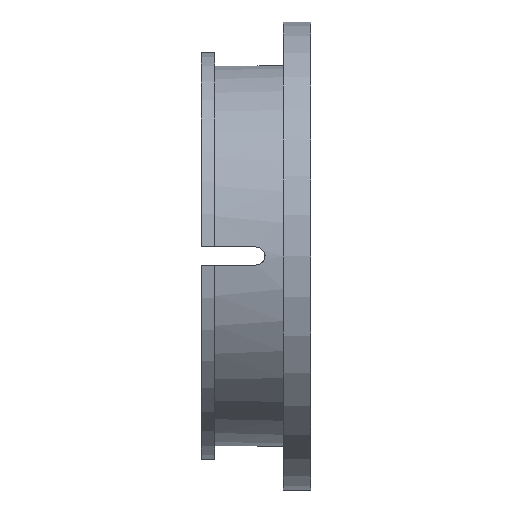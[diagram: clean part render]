
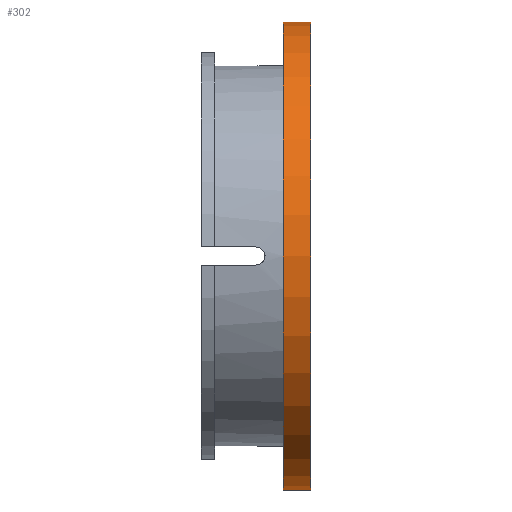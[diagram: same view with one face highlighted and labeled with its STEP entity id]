
A CAD part, left-side view. The second image highlights one B-rep face of the part: STEP entity #302.
In plain terms, the highlighted cylindrical face has radius 42.75 mm (diameter 85.5 mm), a partial arc.
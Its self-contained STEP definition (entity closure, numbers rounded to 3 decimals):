
#37 = VECTOR ( 'NONE', #1647, 1000. ) ;
#42 = CIRCLE ( 'NONE', #1275, 42.75 ) ;
#48 = DIRECTION ( 'NONE',  ( 0., 0., -1. ) ) ;
#78 = AXIS2_PLACEMENT_3D ( 'NONE', #1662, #1531, #325 ) ;
#106 = ORIENTED_EDGE ( 'NONE', *, *, #1285, .F. ) ;
#109 = ORIENTED_EDGE ( 'NONE', *, *, #596, .T. ) ;
#137 = DIRECTION ( 'NONE',  ( 0., -1., 0. ) ) ;
#220 = VECTOR ( 'NONE', #231, 1000. ) ;
#231 = DIRECTION ( 'NONE',  ( 0., -1., 0. ) ) ;
#291 = VERTEX_POINT ( 'NONE', #1004 ) ;
#302 = ADVANCED_FACE ( 'NONE', ( #952 ), #1638, .T. ) ;
#325 = DIRECTION ( 'NONE',  ( 0., 0., -1. ) ) ;
#330 = CARTESIAN_POINT ( 'NONE',  ( 0., 0., 0. ) ) ;
#364 = EDGE_LOOP ( 'NONE', ( #106, #109, #792, #813 ) ) ;
#428 = CARTESIAN_POINT ( 'NONE',  ( 0., 0., 42.75 ) ) ;
#437 = EDGE_CURVE ( 'NONE', #758, #589, #1135, .T. ) ;
#589 = VERTEX_POINT ( 'NONE', #1706 ) ;
#596 = EDGE_CURVE ( 'NONE', #940, #291, #42, .T. ) ;
#733 = DIRECTION ( 'NONE',  ( 0., -1., 0. ) ) ;
#749 = LINE ( 'NONE', #899, #220 ) ;
#758 = VERTEX_POINT ( 'NONE', #835 ) ;
#792 = ORIENTED_EDGE ( 'NONE', *, *, #1092, .T. ) ;
#813 = ORIENTED_EDGE ( 'NONE', *, *, #437, .F. ) ;
#835 = CARTESIAN_POINT ( 'NONE',  ( 0., 0., 42.75 ) ) ;
#899 = CARTESIAN_POINT ( 'NONE',  ( 0., 0., -42.75 ) ) ;
#940 = VERTEX_POINT ( 'NONE', #1669 ) ;
#952 = FACE_OUTER_BOUND ( 'NONE', #364, .T. ) ;
#1002 = AXIS2_PLACEMENT_3D ( 'NONE', #330, #733, #48 ) ;
#1004 = CARTESIAN_POINT ( 'NONE',  ( 0., 5., -42.75 ) ) ;
#1061 = DIRECTION ( 'NONE',  ( 0., 0., -1. ) ) ;
#1092 = EDGE_CURVE ( 'NONE', #291, #589, #749, .T. ) ;
#1135 = CIRCLE ( 'NONE', #1002, 42.75 ) ;
#1171 = LINE ( 'NONE', #428, #37 ) ;
#1275 = AXIS2_PLACEMENT_3D ( 'NONE', #1435, #137, #1061 ) ;
#1285 = EDGE_CURVE ( 'NONE', #940, #758, #1171, .T. ) ;
#1435 = CARTESIAN_POINT ( 'NONE',  ( 0., 5., 0. ) ) ;
#1531 = DIRECTION ( 'NONE',  ( 0., -1., 0. ) ) ;
#1638 = CYLINDRICAL_SURFACE ( 'NONE', #78, 42.75 ) ;
#1647 = DIRECTION ( 'NONE',  ( 0., -1., 0. ) ) ;
#1662 = CARTESIAN_POINT ( 'NONE',  ( 0., 0., 0. ) ) ;
#1669 = CARTESIAN_POINT ( 'NONE',  ( 0., 5., 42.75 ) ) ;
#1706 = CARTESIAN_POINT ( 'NONE',  ( 0., 0., -42.75 ) ) ;
